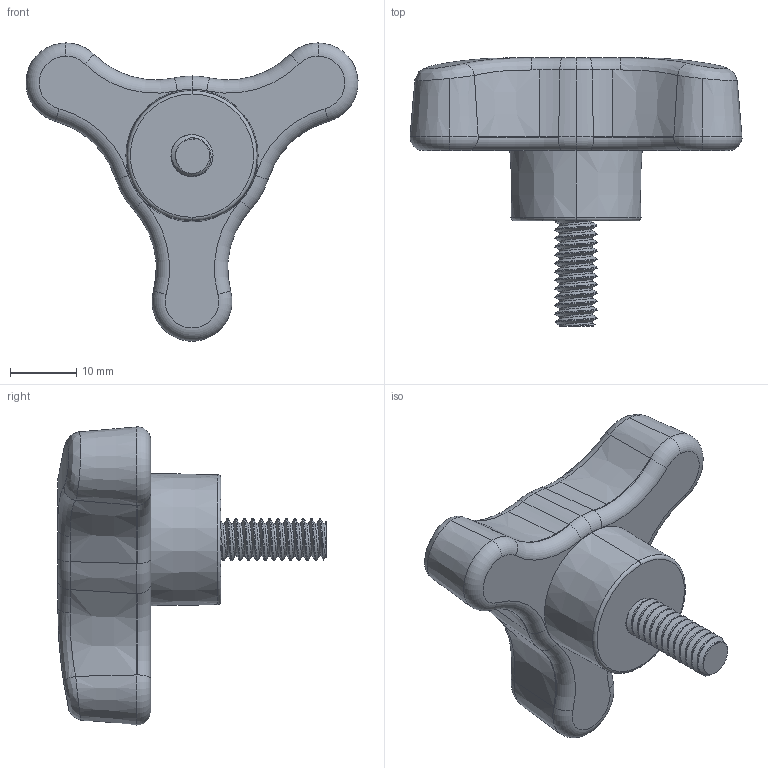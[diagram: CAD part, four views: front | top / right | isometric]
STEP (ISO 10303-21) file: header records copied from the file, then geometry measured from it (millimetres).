
FILE_DESCRIPTION (( 'STEP AP214' ), '1' );
FILE_NAME ('02423-Tri Knob Zinc Ext Thread 15.9mm 1_4Inch BSW.STEP', '2018-08-02T01:12:18', ( '' ), ( '' ), 'SwSTEP 2.0', 'SolidWorks 2018', '' );
FILE_SCHEMA (( 'AUTOMOTIVE_DESIGN' ));
Length unit declared in the file: millimetre
Products named in the file (1): 02423-Tri Knob Zinc Ext Thread 15.9mm 1_4Inch BSW
Bounding box: 50.16 x 40.5 x 45.06 mm (x, y, z)
Volume: 16157.2 mm3; surface area: 4840 mm2
Topology: 1 solids, 1 shells, 365 faces, 972 edges, 636 vertices
Faces by surface type: plane 162, bspline 119, torus 37, cylinder 25, cone 22
Entity records: 16992 total; most frequent: CARTESIAN_POINT 8922, ORIENTED_EDGE 1944, DIRECTION 1027, EDGE_CURVE 972, VERTEX_POINT 636, B_SPLINE_CURVE_WITH_KNOTS 534, EDGE_LOOP 392, AXIS2_PLACEMENT_3D 371
